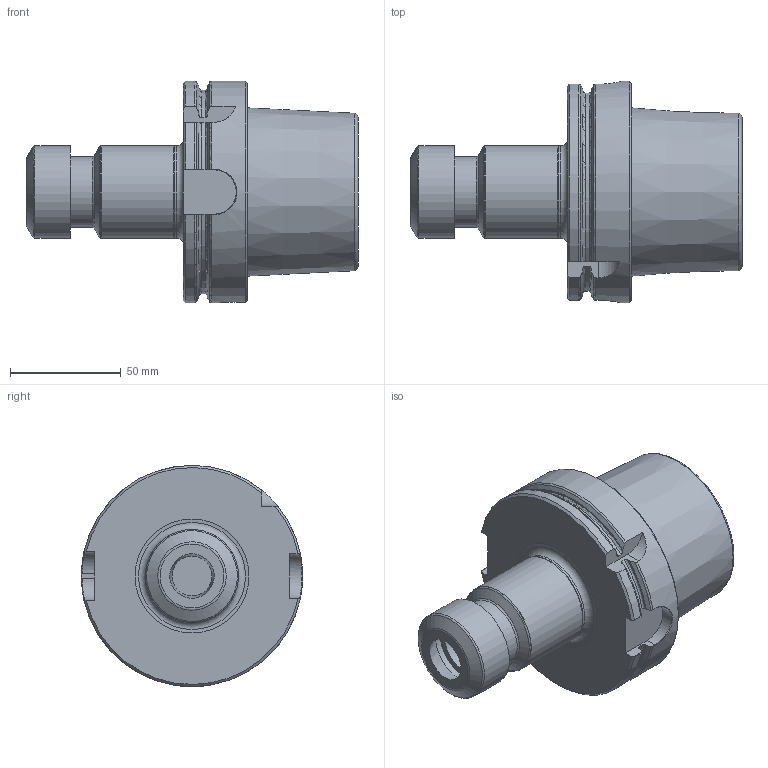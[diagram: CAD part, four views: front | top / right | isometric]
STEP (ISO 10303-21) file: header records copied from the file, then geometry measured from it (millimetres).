
FILE_DESCRIPTION(/* description */ (''),/* implementation_level */ '2;1');
FILE_NAME(/* name */ 'AHSKA100-ER-25-100.stp',/* time_stamp */ '2024-12-17T13:12:46+03:00',/* author */ (''),/* organization */ (''),/* preprocessor_version */ 'ST-DEVELOPER v19.4',/* originating_system */ 'SIEMENS PLM Software NX2306.5001',/* authorisation */ '');
FILE_SCHEMA (('AUTOMOTIVE_DESIGN { 1 0 10303 214 3 1 1 1 }'));
Length unit declared in the file: millimetre
Products named in the file (1): AHSKA100-ER-25-100-LIGHT_objects
Bounding box: 150 x 100 x 100 mm (x, y, z)
Volume: 502156.5 mm3; surface area: 49506.7 mm2
Topology: 1 solids, 1 shells, 93 faces, 239 edges, 153 vertices
Faces by surface type: plane 31, cone 22, torus 19, cylinder 18, bspline 3
Full cylindrical faces by diameter (mm): 10 x1, 18 x1, 30.5 x1, 32 x1, 41.8 x1, 42 x2, 100 x1
Entity records: 3169 total; most frequent: CARTESIAN_POINT 1122, ORIENTED_EDGE 402, DIRECTION 391, EDGE_CURVE 201, AXIS2_PLACEMENT_3D 166, VERTEX_POINT 144, EDGE_LOOP 126, ADVANCED_FACE 93
